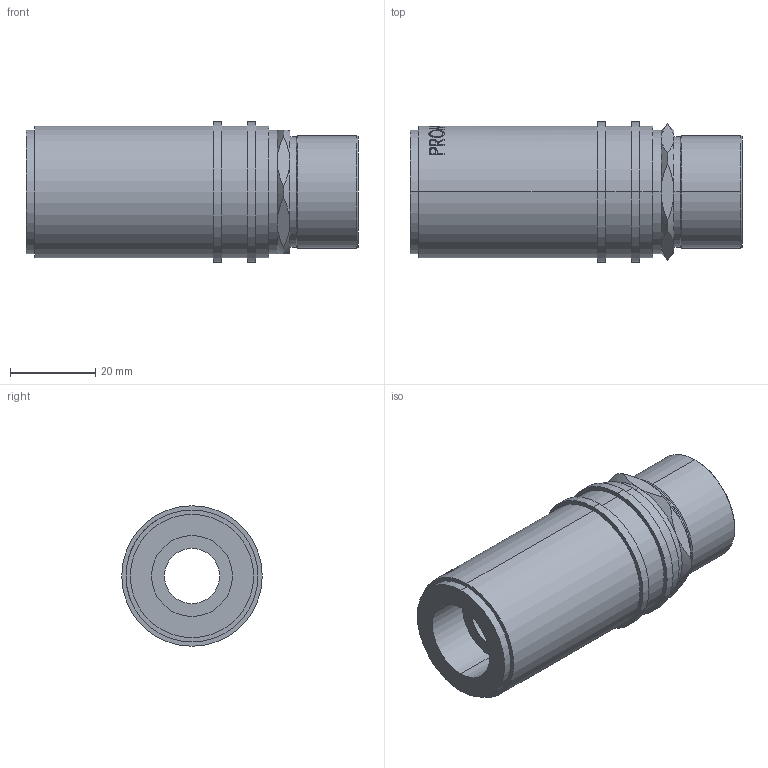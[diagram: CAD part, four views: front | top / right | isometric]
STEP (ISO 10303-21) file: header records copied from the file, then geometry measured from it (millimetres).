
FILE_DESCRIPTION (( 'STEP AP203' ), '1' );
FILE_NAME ('57d0.STEP', '2022-08-06T09:14:52', ( '' ), ( '' ), 'SwSTEP 2.0', 'SolidWorks 2019', '' );
FILE_SCHEMA (( 'CONFIG_CONTROL_DESIGN' ));
Length unit declared in the file: millimetre
Products named in the file (1): 57d0
Bounding box: 78 x 33 x 33 mm (x, y, z)
Volume: 43527.1 mm3; surface area: 12459.1 mm2
Topology: 1 solids, 1 shells, 139 faces, 338 edges, 218 vertices
Faces by surface type: plane 48, bspline 42, cylinder 31, cone 18
Entity records: 9010 total; most frequent: CARTESIAN_POINT 6011, ORIENTED_EDGE 676, DIRECTION 478, EDGE_CURVE 338, VERTEX_POINT 218, AXIS2_PLACEMENT_3D 202, B_SPLINE_CURVE_WITH_KNOTS 160, EDGE_LOOP 158
